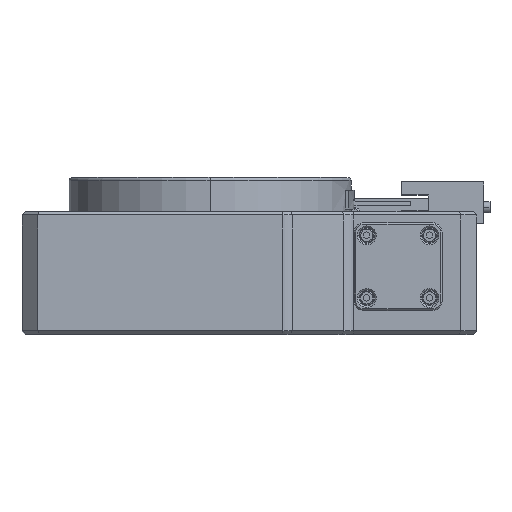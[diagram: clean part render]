
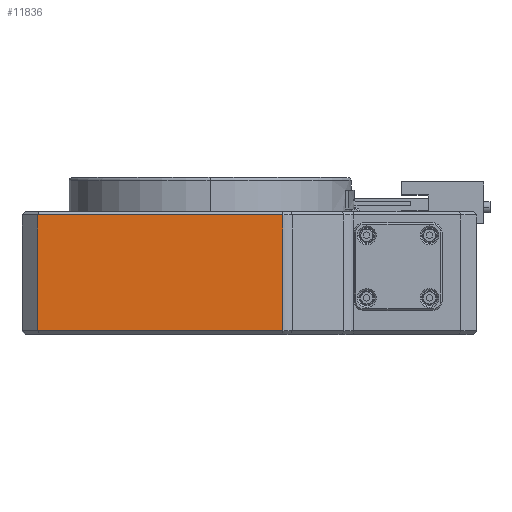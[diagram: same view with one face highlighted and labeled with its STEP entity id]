
A CAD part, top view. The second image highlights one B-rep face of the part: STEP entity #11836.
In plain terms, the highlighted planar face has unit normal (0, 0, 1).
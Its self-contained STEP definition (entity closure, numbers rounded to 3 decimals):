
#146 = CARTESIAN_POINT ( 'NONE',  ( -55., 18.5, 60. ) ) ;
#377 = DIRECTION ( 'NONE',  ( 0., -1., 0. ) ) ;
#2971 = DIRECTION ( 'NONE',  ( 0., -1., 0. ) ) ;
#2978 = CARTESIAN_POINT ( 'NONE',  ( 23.204, 19.5, 60. ) ) ;
#3013 = LINE ( 'NONE', #2978, #3514 ) ;
#3327 = EDGE_CURVE ( 'NONE', #30246, #11750, #25845, .T. ) ;
#3514 = VECTOR ( 'NONE', #2971, 1000. ) ;
#5173 = VERTEX_POINT ( 'NONE', #29034 ) ;
#7703 = EDGE_CURVE ( 'NONE', #5173, #11750, #3013, .T. ) ;
#7929 = EDGE_LOOP ( 'NONE', ( #10334, #10416, #10472, #10556 ) ) ;
#9772 = VECTOR ( 'NONE', #377, 1000. ) ;
#9817 = EDGE_CURVE ( 'NONE', #31820, #30246, #9847, .T. ) ;
#9831 = CARTESIAN_POINT ( 'NONE',  ( -55., 19.5, 60. ) ) ;
#9847 = LINE ( 'NONE', #9831, #9772 ) ;
#10334 = ORIENTED_EDGE ( 'NONE', *, *, #7703, .F. ) ;
#10416 = ORIENTED_EDGE ( 'NONE', *, *, #11016, .T. ) ;
#10472 = ORIENTED_EDGE ( 'NONE', *, *, #9817, .T. ) ;
#10556 = ORIENTED_EDGE ( 'NONE', *, *, #3327, .T. ) ;
#11016 = EDGE_CURVE ( 'NONE', #5173, #31820, #27836, .T. ) ;
#11750 = VERTEX_POINT ( 'NONE', #34709 ) ;
#11836 = ADVANCED_FACE ( 'NONE', ( #28889 ), #37295, .F. ) ;
#16490 = AXIS2_PLACEMENT_3D ( 'NONE', #37288, #32430, #32394 ) ;
#24573 = CARTESIAN_POINT ( 'NONE',  ( -55., -18.5, 60. ) ) ;
#25713 = DIRECTION ( 'NONE',  ( 1., 0., 0. ) ) ;
#25753 = CARTESIAN_POINT ( 'NONE',  ( -55., -18.5, 60. ) ) ;
#25845 = LINE ( 'NONE', #25753, #34284 ) ;
#27463 = DIRECTION ( 'NONE',  ( -1., 0., 0. ) ) ;
#27502 = CARTESIAN_POINT ( 'NONE',  ( -55., 18.5, 60. ) ) ;
#27836 = LINE ( 'NONE', #27502, #29660 ) ;
#28889 = FACE_OUTER_BOUND ( 'NONE', #7929, .T. ) ;
#29034 = CARTESIAN_POINT ( 'NONE',  ( 23.204, 18.5, 60. ) ) ;
#29660 = VECTOR ( 'NONE', #27463, 1000. ) ;
#30246 = VERTEX_POINT ( 'NONE', #24573 ) ;
#31820 = VERTEX_POINT ( 'NONE', #146 ) ;
#32394 = DIRECTION ( 'NONE',  ( 0., -1., 0. ) ) ;
#32430 = DIRECTION ( 'NONE',  ( 0., 0., -1. ) ) ;
#34284 = VECTOR ( 'NONE', #25713, 1000. ) ;
#34709 = CARTESIAN_POINT ( 'NONE',  ( 23.204, -18.5, 60. ) ) ;
#37288 = CARTESIAN_POINT ( 'NONE',  ( -55., 19.5, 60. ) ) ;
#37295 = PLANE ( 'NONE',  #16490 ) ;
